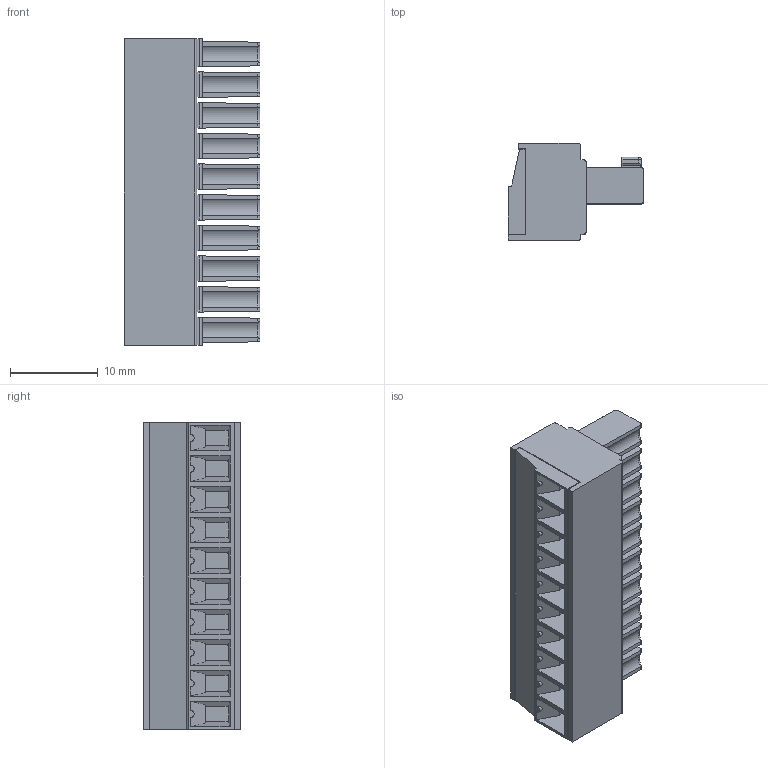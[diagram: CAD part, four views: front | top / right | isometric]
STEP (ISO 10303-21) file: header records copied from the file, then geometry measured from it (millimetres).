
FILE_DESCRIPTION(('STEP AP214'),'1');
FILE_NAME('SH10-3,5.stp','2018-11-19T08:33:09',(' '),(' '),'Spatial InterOp 3D',' ',' ');
FILE_SCHEMA(('AUTOMOTIVE_DESIGN { 1 0 10303 214 1 1 1 1 }'));
Length unit declared in the file: metre
Products named in the file (1): 1
Bounding box: 15.5 x 11.1 x 35 mm (x, y, z)
Volume: 3293.1 mm3; surface area: 3934.5 mm2
Topology: 1 solids, 1 shells, 820 faces, 2184 edges, 1394 vertices
Faces by surface type: plane 556, cylinder 184, torus 30, cone 30, sphere 20
Full cylindrical faces by diameter (mm): 1.2 x10, 2.8 x10, 3 x10
Entity records: 31435 total; most frequent: CARTESIAN_POINT 4821, ORIENTED_EDGE 4144, DIRECTION 4078, EDGE_CURVE 2072, LINE 1540, VECTOR 1540, VERTEX_POINT 1362, AXIS2_PLACEMENT_3D 1269
